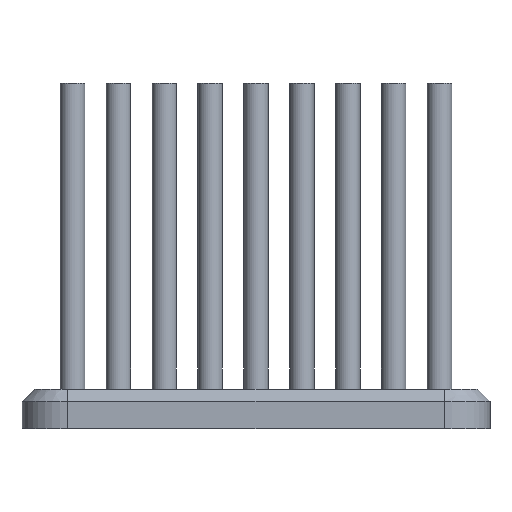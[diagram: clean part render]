
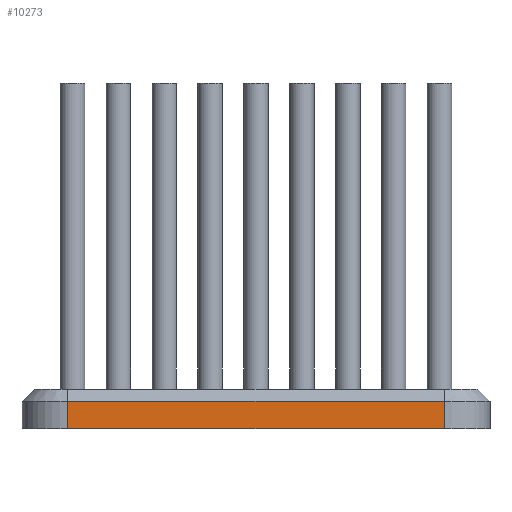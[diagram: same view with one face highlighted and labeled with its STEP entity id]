
A CAD part, front view. The second image highlights one B-rep face of the part: STEP entity #10273.
In plain terms, the highlighted planar face has unit normal (0, -1, 0).
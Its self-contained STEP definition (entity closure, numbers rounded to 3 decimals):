
#9757 = PLANE('',#9758);
#9758 = AXIS2_PLACEMENT_3D('',#9759,#9760,#9761);
#9759 = CARTESIAN_POINT('',(-12.3,12.3,-2.6));
#9760 = DIRECTION('',(0.,0.,1.));
#9761 = DIRECTION('',(1.,0.,-0.));
#9839 = VERTEX_POINT('',#9840);
#9840 = CARTESIAN_POINT('',(12.3,-15.3,-2.6));
#9855 = CYLINDRICAL_SURFACE('',#9856,3.);
#9856 = AXIS2_PLACEMENT_3D('',#9857,#9858,#9859);
#9857 = CARTESIAN_POINT('',(12.3,-12.3,-2.6));
#9858 = DIRECTION('',(0.,0.,1.));
#9859 = DIRECTION('',(1.,0.,-0.));
#9867 = EDGE_CURVE('',#9868,#9839,#9870,.T.);
#9868 = VERTEX_POINT('',#9869);
#9869 = CARTESIAN_POINT('',(-12.3,-15.3,-2.6));
#9870 = SURFACE_CURVE('',#9871,(#9875,#9882),.PCURVE_S1.);
#9871 = LINE('',#9872,#9873);
#9872 = CARTESIAN_POINT('',(-12.3,-15.3,-2.6));
#9873 = VECTOR('',#9874,1.);
#9874 = DIRECTION('',(1.,0.,-0.));
#9875 = PCURVE('',#9757,#9876);
#9876 = DEFINITIONAL_REPRESENTATION('',(#9877),#9881);
#9877 = LINE('',#9878,#9879);
#9878 = CARTESIAN_POINT('',(0.,-27.6));
#9879 = VECTOR('',#9880,1.);
#9880 = DIRECTION('',(1.,0.));
#9881 = ( GEOMETRIC_REPRESENTATION_CONTEXT(2) 
PARAMETRIC_REPRESENTATION_CONTEXT() REPRESENTATION_CONTEXT('2D SPACE',''
  ) );
#9882 = PCURVE('',#9883,#9888);
#9883 = PLANE('',#9884);
#9884 = AXIS2_PLACEMENT_3D('',#9885,#9886,#9887);
#9885 = CARTESIAN_POINT('',(12.3,-15.3,-2.6));
#9886 = DIRECTION('',(0.,-1.,0.));
#9887 = DIRECTION('',(0.,-0.,-1.));
#9888 = DEFINITIONAL_REPRESENTATION('',(#9889),#9893);
#9889 = LINE('',#9890,#9891);
#9890 = CARTESIAN_POINT('',(-0.,-24.6));
#9891 = VECTOR('',#9892,1.);
#9892 = DIRECTION('',(0.,1.));
#9893 = ( GEOMETRIC_REPRESENTATION_CONTEXT(2) 
PARAMETRIC_REPRESENTATION_CONTEXT() REPRESENTATION_CONTEXT('2D SPACE',''
  ) );
#9912 = CYLINDRICAL_SURFACE('',#9913,3.);
#9913 = AXIS2_PLACEMENT_3D('',#9914,#9915,#9916);
#9914 = CARTESIAN_POINT('',(-12.3,-12.3,-2.6));
#9915 = DIRECTION('',(0.,0.,1.));
#9916 = DIRECTION('',(1.,0.,-0.));
#10222 = EDGE_CURVE('',#10223,#9839,#10225,.T.);
#10223 = VERTEX_POINT('',#10224);
#10224 = CARTESIAN_POINT('',(12.3,-15.3,-0.8));
#10225 = SURFACE_CURVE('',#10226,(#10230,#10237),.PCURVE_S1.);
#10226 = LINE('',#10227,#10228);
#10227 = CARTESIAN_POINT('',(12.3,-15.3,-2.6));
#10228 = VECTOR('',#10229,1.);
#10229 = DIRECTION('',(-0.,-0.,-1.));
#10230 = PCURVE('',#9855,#10231);
#10231 = DEFINITIONAL_REPRESENTATION('',(#10232),#10236);
#10232 = LINE('',#10233,#10234);
#10233 = CARTESIAN_POINT('',(4.712,0.));
#10234 = VECTOR('',#10235,1.);
#10235 = DIRECTION('',(0.,-1.));
#10236 = ( GEOMETRIC_REPRESENTATION_CONTEXT(2) 
PARAMETRIC_REPRESENTATION_CONTEXT() REPRESENTATION_CONTEXT('2D SPACE',''
  ) );
#10237 = PCURVE('',#9883,#10238);
#10238 = DEFINITIONAL_REPRESENTATION('',(#10239),#10243);
#10239 = LINE('',#10240,#10241);
#10240 = CARTESIAN_POINT('',(0.,0.));
#10241 = VECTOR('',#10242,1.);
#10242 = DIRECTION('',(1.,0.));
#10243 = ( GEOMETRIC_REPRESENTATION_CONTEXT(2) 
PARAMETRIC_REPRESENTATION_CONTEXT() REPRESENTATION_CONTEXT('2D SPACE',''
  ) );
#10273 = ADVANCED_FACE('',(#10274),#9883,.T.);
#10274 = FACE_BOUND('',#10275,.T.);
#10275 = EDGE_LOOP('',(#10276,#10299,#10300,#10301));
#10276 = ORIENTED_EDGE('',*,*,#10277,.T.);
#10277 = EDGE_CURVE('',#10278,#9868,#10280,.T.);
#10278 = VERTEX_POINT('',#10279);
#10279 = CARTESIAN_POINT('',(-12.3,-15.3,-0.8));
#10280 = SURFACE_CURVE('',#10281,(#10285,#10292),.PCURVE_S1.);
#10281 = LINE('',#10282,#10283);
#10282 = CARTESIAN_POINT('',(-12.3,-15.3,-2.6));
#10283 = VECTOR('',#10284,1.);
#10284 = DIRECTION('',(0.,-0.,-1.));
#10285 = PCURVE('',#9883,#10286);
#10286 = DEFINITIONAL_REPRESENTATION('',(#10287),#10291);
#10287 = LINE('',#10288,#10289);
#10288 = CARTESIAN_POINT('',(-0.,-24.6));
#10289 = VECTOR('',#10290,1.);
#10290 = DIRECTION('',(1.,0.));
#10291 = ( GEOMETRIC_REPRESENTATION_CONTEXT(2) 
PARAMETRIC_REPRESENTATION_CONTEXT() REPRESENTATION_CONTEXT('2D SPACE',''
  ) );
#10292 = PCURVE('',#9912,#10293);
#10293 = DEFINITIONAL_REPRESENTATION('',(#10294),#10298);
#10294 = LINE('',#10295,#10296);
#10295 = CARTESIAN_POINT('',(4.712,0.));
#10296 = VECTOR('',#10297,1.);
#10297 = DIRECTION('',(0.,-1.));
#10298 = ( GEOMETRIC_REPRESENTATION_CONTEXT(2) 
PARAMETRIC_REPRESENTATION_CONTEXT() REPRESENTATION_CONTEXT('2D SPACE',''
  ) );
#10299 = ORIENTED_EDGE('',*,*,#9867,.T.);
#10300 = ORIENTED_EDGE('',*,*,#10222,.F.);
#10301 = ORIENTED_EDGE('',*,*,#10302,.T.);
#10302 = EDGE_CURVE('',#10223,#10278,#10303,.T.);
#10303 = SURFACE_CURVE('',#10304,(#10308,#10315),.PCURVE_S1.);
#10304 = LINE('',#10305,#10306);
#10305 = CARTESIAN_POINT('',(12.3,-15.3,-0.8));
#10306 = VECTOR('',#10307,1.);
#10307 = DIRECTION('',(-1.,-0.,-0.));
#10308 = PCURVE('',#9883,#10309);
#10309 = DEFINITIONAL_REPRESENTATION('',(#10310),#10314);
#10310 = LINE('',#10311,#10312);
#10311 = CARTESIAN_POINT('',(-1.8,0.));
#10312 = VECTOR('',#10313,1.);
#10313 = DIRECTION('',(0.,-1.));
#10314 = ( GEOMETRIC_REPRESENTATION_CONTEXT(2) 
PARAMETRIC_REPRESENTATION_CONTEXT() REPRESENTATION_CONTEXT('2D SPACE',''
  ) );
#10315 = PCURVE('',#10316,#10321);
#10316 = PLANE('',#10317);
#10317 = AXIS2_PLACEMENT_3D('',#10318,#10319,#10320);
#10318 = CARTESIAN_POINT('',(-12.3,-14.5,0.));
#10319 = DIRECTION('',(-0.,0.707,-0.707));
#10320 = DIRECTION('',(0.,0.707,0.707));
#10321 = DEFINITIONAL_REPRESENTATION('',(#10322),#10326);
#10322 = LINE('',#10323,#10324);
#10323 = CARTESIAN_POINT('',(-1.131,24.6));
#10324 = VECTOR('',#10325,1.);
#10325 = DIRECTION('',(0.,-1.));
#10326 = ( GEOMETRIC_REPRESENTATION_CONTEXT(2) 
PARAMETRIC_REPRESENTATION_CONTEXT() REPRESENTATION_CONTEXT('2D SPACE',''
  ) );
